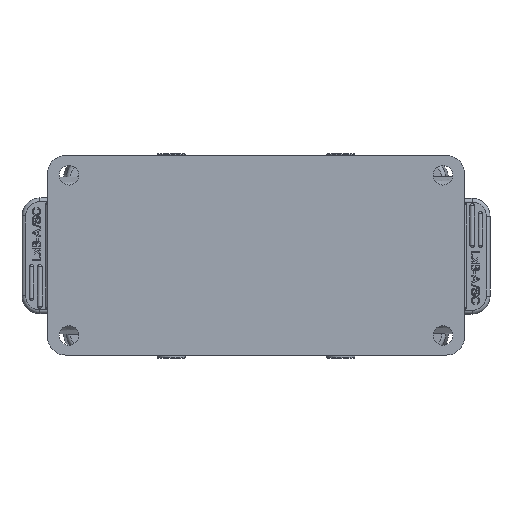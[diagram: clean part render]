
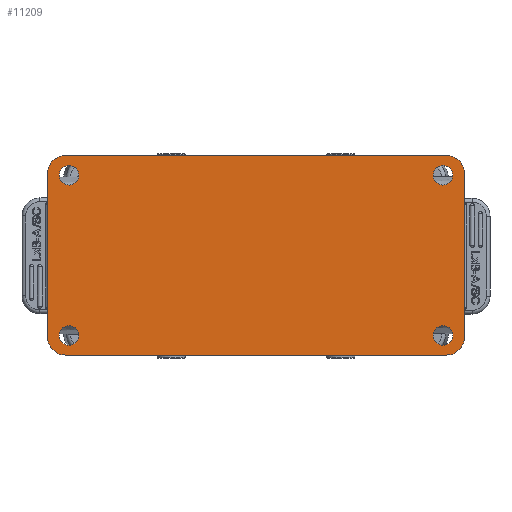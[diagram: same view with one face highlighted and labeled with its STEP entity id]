
A CAD part, front view. The second image highlights one B-rep face of the part: STEP entity #11209.
In plain terms, the highlighted planar face has unit normal (0, -1, 0).
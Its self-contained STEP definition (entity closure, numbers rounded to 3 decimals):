
#8179=CIRCLE('',#35378,2.75);
#8181=CIRCLE('',#35381,2.75);
#8184=CIRCLE('',#35385,2.75);
#8793=CIRCLE('',#36688,2.75);
#8796=CIRCLE('',#36692,2.75);
#8797=CIRCLE('',#36694,2.75);
#8800=CIRCLE('',#36698,2.75);
#8812=CIRCLE('',#36726,5.);
#8813=CIRCLE('',#36728,5.);
#8922=CIRCLE('',#37028,5.);
#8923=CIRCLE('',#37030,2.75);
#8924=CIRCLE('',#37031,5.);
#9261=FACE_BOUND('',#14970,.T.);
#9262=FACE_BOUND('',#14971,.T.);
#9263=FACE_BOUND('',#14972,.T.);
#9264=FACE_BOUND('',#14973,.T.);
#9265=FACE_BOUND('',#14974,.T.);
#11209=ADVANCED_FACE('',(#9261,#9262,#9263,#9264,#9265),#12038,.F.);
#12038=PLANE('',#37032);
#14970=EDGE_LOOP('',(#25914,#25915));
#14971=EDGE_LOOP('',(#25916,#25917));
#14972=EDGE_LOOP('',(#25918,#25919));
#14973=EDGE_LOOP('',(#25920,#25921));
#14974=EDGE_LOOP('',(#25922,#25923,#25924,#25925,#25926,#25927,#25928,#25929));
#16699=LINE('',#56364,#18636);
#16720=LINE('',#56820,#18657);
#16923=LINE('',#61188,#18860);
#16924=LINE('',#61189,#18861);
#18636=VECTOR('',#42597,1.);
#18657=VECTOR('',#42674,1.);
#18860=VECTOR('',#43435,1.);
#18861=VECTOR('',#43436,1.);
#25914=ORIENTED_EDGE('',*,*,#30637,.F.);
#25915=ORIENTED_EDGE('',*,*,#33332,.F.);
#25916=ORIENTED_EDGE('',*,*,#32772,.F.);
#25917=ORIENTED_EDGE('',*,*,#32777,.F.);
#25918=ORIENTED_EDGE('',*,*,#32766,.F.);
#25919=ORIENTED_EDGE('',*,*,#32771,.F.);
#25920=ORIENTED_EDGE('',*,*,#30641,.F.);
#25921=ORIENTED_EDGE('',*,*,#30646,.F.);
#25922=ORIENTED_EDGE('',*,*,#33333,.F.);
#25923=ORIENTED_EDGE('',*,*,#33334,.F.);
#25924=ORIENTED_EDGE('',*,*,#32828,.F.);
#25925=ORIENTED_EDGE('',*,*,#32883,.F.);
#25926=ORIENTED_EDGE('',*,*,#32826,.F.);
#25927=ORIENTED_EDGE('',*,*,#32823,.T.);
#25928=ORIENTED_EDGE('',*,*,#33330,.F.);
#25929=ORIENTED_EDGE('',*,*,#33335,.F.);
#27672=VERTEX_POINT('',#47519);
#27673=VERTEX_POINT('',#47520);
#27676=VERTEX_POINT('',#47528);
#27677=VERTEX_POINT('',#47529);
#29112=VERTEX_POINT('',#55808);
#29113=VERTEX_POINT('',#55809);
#29116=VERTEX_POINT('',#55820);
#29117=VERTEX_POINT('',#55821);
#29151=VERTEX_POINT('',#56365);
#29152=VERTEX_POINT('',#56366);
#29153=VERTEX_POINT('',#56371);
#29154=VERTEX_POINT('',#56375);
#29155=VERTEX_POINT('',#56376);
#29464=VERTEX_POINT('',#61181);
#29465=VERTEX_POINT('',#61186);
#29466=VERTEX_POINT('',#61187);
#30637=EDGE_CURVE('',#27672,#27673,#8179,.T.);
#30641=EDGE_CURVE('',#27676,#27677,#8181,.T.);
#30646=EDGE_CURVE('',#27677,#27676,#8184,.T.);
#32766=EDGE_CURVE('',#29112,#29113,#8793,.T.);
#32771=EDGE_CURVE('',#29113,#29112,#8796,.T.);
#32772=EDGE_CURVE('',#29116,#29117,#8797,.T.);
#32777=EDGE_CURVE('',#29117,#29116,#8800,.T.);
#32823=EDGE_CURVE('',#29151,#29152,#16699,.T.);
#32826=EDGE_CURVE('',#29151,#29153,#8812,.T.);
#32828=EDGE_CURVE('',#29154,#29155,#8813,.T.);
#32883=EDGE_CURVE('',#29153,#29154,#16720,.T.);
#33330=EDGE_CURVE('',#29464,#29152,#8922,.T.);
#33332=EDGE_CURVE('',#27673,#27672,#8923,.T.);
#33333=EDGE_CURVE('',#29465,#29466,#8924,.T.);
#33334=EDGE_CURVE('',#29155,#29465,#16923,.T.);
#33335=EDGE_CURVE('',#29466,#29464,#16924,.T.);
#35378=AXIS2_PLACEMENT_3D('',#47518,#38820,#38821);
#35381=AXIS2_PLACEMENT_3D('',#47527,#38828,#38829);
#35385=AXIS2_PLACEMENT_3D('',#47537,#38838,#38839);
#36688=AXIS2_PLACEMENT_3D('',#55807,#42506,#42507);
#36692=AXIS2_PLACEMENT_3D('',#55817,#42516,#42517);
#36694=AXIS2_PLACEMENT_3D('',#55819,#42520,#42521);
#36698=AXIS2_PLACEMENT_3D('',#55829,#42530,#42531);
#36726=AXIS2_PLACEMENT_3D('',#56370,#42602,#42603);
#36728=AXIS2_PLACEMENT_3D('',#56374,#42607,#42608);
#37028=AXIS2_PLACEMENT_3D('',#61180,#43426,#43427);
#37030=AXIS2_PLACEMENT_3D('',#61184,#43431,#43432);
#37031=AXIS2_PLACEMENT_3D('',#61185,#43433,#43434);
#37032=AXIS2_PLACEMENT_3D('',#61190,#43437,#43438);
#38820=DIRECTION('',(0.,-1.,0.));
#38821=DIRECTION('',(0.,0.,-1.));
#38828=DIRECTION('',(0.,-1.,0.));
#38829=DIRECTION('',(0.,0.,-1.));
#38838=DIRECTION('',(0.,-1.,0.));
#38839=DIRECTION('',(0.,0.,1.));
#42506=DIRECTION('',(0.,-1.,0.));
#42507=DIRECTION('',(0.,0.,-1.));
#42516=DIRECTION('',(0.,-1.,0.));
#42517=DIRECTION('',(0.,0.,1.));
#42520=DIRECTION('',(0.,-1.,0.));
#42521=DIRECTION('',(0.,0.,-1.));
#42530=DIRECTION('',(0.,-1.,0.));
#42531=DIRECTION('',(0.,0.,1.));
#42597=DIRECTION('',(1.,0.,0.));
#42602=DIRECTION('',(0.,1.,0.));
#42603=DIRECTION('',(0.,0.,-1.));
#42607=DIRECTION('',(0.,1.,0.));
#42608=DIRECTION('',(-1.,0.,0.));
#42674=DIRECTION('',(0.,0.,1.));
#43426=DIRECTION('',(0.,1.,0.));
#43427=DIRECTION('',(1.,0.,0.));
#43431=DIRECTION('',(0.,-1.,0.));
#43432=DIRECTION('',(0.,0.,1.));
#43433=DIRECTION('',(0.,1.,0.));
#43434=DIRECTION('',(0.,0.,1.));
#43435=DIRECTION('',(1.,0.,0.));
#43436=DIRECTION('',(0.,0.,-1.));
#43437=DIRECTION('',(0.,1.,0.));
#43438=DIRECTION('',(0.,0.,1.));
#47518=CARTESIAN_POINT('',(112.,0.,22.68));
#47519=CARTESIAN_POINT('',(112.,0.,19.93));
#47520=CARTESIAN_POINT('',(112.,0.,25.43));
#47527=CARTESIAN_POINT('',(7.,0.,22.68));
#47528=CARTESIAN_POINT('',(7.,0.,19.93));
#47529=CARTESIAN_POINT('',(7.,0.,25.43));
#47537=CARTESIAN_POINT('',(7.,0.,22.68));
#55807=CARTESIAN_POINT('',(7.,0.,-22.32));
#55808=CARTESIAN_POINT('',(7.,0.,-25.07));
#55809=CARTESIAN_POINT('',(7.,0.,-19.57));
#55817=CARTESIAN_POINT('',(7.,0.,-22.32));
#55819=CARTESIAN_POINT('',(112.,0.,-22.32));
#55820=CARTESIAN_POINT('',(112.,0.,-25.07));
#55821=CARTESIAN_POINT('',(112.,0.,-19.57));
#55829=CARTESIAN_POINT('',(112.,0.,-22.32));
#56364=CARTESIAN_POINT('',(6.,0.,-27.82));
#56365=CARTESIAN_POINT('',(6.,0.,-27.82));
#56366=CARTESIAN_POINT('',(113.,0.,-27.82));
#56370=CARTESIAN_POINT('',(6.,0.,-22.82));
#56371=CARTESIAN_POINT('',(1.,0.,-22.82));
#56374=CARTESIAN_POINT('',(6.,0.,23.18));
#56375=CARTESIAN_POINT('',(1.,0.,23.18));
#56376=CARTESIAN_POINT('',(6.,0.,28.18));
#56820=CARTESIAN_POINT('',(1.,0.,-22.82));
#61180=CARTESIAN_POINT('',(113.,0.,-22.82));
#61181=CARTESIAN_POINT('',(118.,0.,-22.82));
#61184=CARTESIAN_POINT('',(112.,0.,22.68));
#61185=CARTESIAN_POINT('',(113.,0.,23.18));
#61186=CARTESIAN_POINT('',(113.,0.,28.18));
#61187=CARTESIAN_POINT('',(118.,0.,23.18));
#61188=CARTESIAN_POINT('',(6.,0.,28.18));
#61189=CARTESIAN_POINT('',(118.,0.,23.18));
#61190=CARTESIAN_POINT('',(59.5,0.,0.18));
